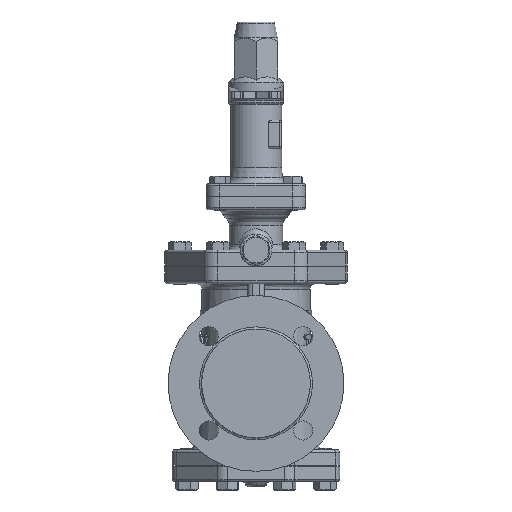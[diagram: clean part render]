
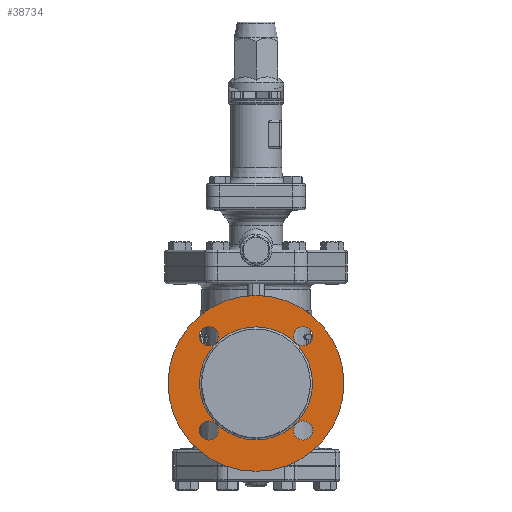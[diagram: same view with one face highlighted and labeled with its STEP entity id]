
A CAD part, left-side view. The second image highlights one B-rep face of the part: STEP entity #38734.
In plain terms, the highlighted planar face has unit normal (-1, 0, 0).
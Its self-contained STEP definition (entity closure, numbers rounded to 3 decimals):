
#38568=CARTESIAN_POINT('',(-112.,0.,159.5));
#38569=VERTEX_POINT('',#38568);
#38570=CARTESIAN_POINT('',(-112.,0.0,77.));
#38571=DIRECTION('',(1.0,0.0,0.0));
#38572=DIRECTION('',(0.0,0.0,-1.0));
#38573=AXIS2_PLACEMENT_3D('',#38570,#38571,#38572);
#38574=CIRCLE('',#38573,82.5);
#38575=EDGE_CURVE('',#38569,#38569,#38574,.T.);
#38647=CARTESIAN_POINT('',(-112.,0.,130.));
#38648=VERTEX_POINT('',#38647);
#38649=CARTESIAN_POINT('',(-112.,0.0,77.));
#38650=DIRECTION('',(-1.0,0.0,0.0));
#38651=DIRECTION('',(0.0,0.0,-1.0));
#38652=AXIS2_PLACEMENT_3D('',#38649,#38650,#38651);
#38653=CIRCLE('',#38652,53.);
#38654=EDGE_CURVE('',#38648,#38648,#38653,.T.);
#38679=CARTESIAN_POINT('',(-112.,0.0,77.));
#38680=DIRECTION('',(1.0,0.0,0.0));
#38681=DIRECTION('',(0.0,0.0,-1.0));
#38682=AXIS2_PLACEMENT_3D('',#38679,#38680,#38681);
#38683=PLANE('',#38682);
#38684=ORIENTED_EDGE('',*,*,#38575,.F.);
#38685=EDGE_LOOP('',(#38684));
#38686=FACE_OUTER_BOUND('',#38685,.T.);
#38687=ORIENTED_EDGE('',*,*,#38654,.F.);
#38688=EDGE_LOOP('',(#38687));
#38689=FACE_BOUND('',#38688,.T.);
#38690=CARTESIAN_POINT('',(-112.,-53.194,32.806));
#38691=VERTEX_POINT('',#38690);
#38692=CARTESIAN_POINT('',(-112.,-44.194,32.806));
#38693=DIRECTION('',(1.0,0.0,0.0));
#38694=DIRECTION('',(0.0,-1.0,0.0));
#38695=AXIS2_PLACEMENT_3D('',#38692,#38693,#38694);
#38696=CIRCLE('',#38695,9.0);
#38697=EDGE_CURVE('',#38691,#38691,#38696,.T.);
#38698=ORIENTED_EDGE('',*,*,#38697,.T.);
#38699=EDGE_LOOP('',(#38698));
#38700=FACE_BOUND('',#38699,.T.);
#38701=CARTESIAN_POINT('',(-112.,-44.194,130.194));
#38702=VERTEX_POINT('',#38701);
#38703=CARTESIAN_POINT('',(-112.,-44.194,121.194));
#38704=DIRECTION('',(1.0,0.0,0.0));
#38705=DIRECTION('',(0.0,0.0,1.0));
#38706=AXIS2_PLACEMENT_3D('',#38703,#38704,#38705);
#38707=CIRCLE('',#38706,9.0);
#38708=EDGE_CURVE('',#38702,#38702,#38707,.T.);
#38709=ORIENTED_EDGE('',*,*,#38708,.T.);
#38710=EDGE_LOOP('',(#38709));
#38711=FACE_BOUND('',#38710,.T.);
#38712=CARTESIAN_POINT('',(-112.,53.194,121.194));
#38713=VERTEX_POINT('',#38712);
#38714=CARTESIAN_POINT('',(-112.,44.194,121.194));
#38715=DIRECTION('',(1.0,0.0,0.0));
#38716=DIRECTION('',(0.0,1.0,0.0));
#38717=AXIS2_PLACEMENT_3D('',#38714,#38715,#38716);
#38718=CIRCLE('',#38717,9.0);
#38719=EDGE_CURVE('',#38713,#38713,#38718,.T.);
#38720=ORIENTED_EDGE('',*,*,#38719,.T.);
#38721=EDGE_LOOP('',(#38720));
#38722=FACE_BOUND('',#38721,.T.);
#38723=CARTESIAN_POINT('',(-112.,44.194,23.806));
#38724=VERTEX_POINT('',#38723);
#38725=CARTESIAN_POINT('',(-112.,44.194,32.806));
#38726=DIRECTION('',(1.0,0.0,0.0));
#38727=DIRECTION('',(0.0,0.0,-1.0));
#38728=AXIS2_PLACEMENT_3D('',#38725,#38726,#38727);
#38729=CIRCLE('',#38728,9.0);
#38730=EDGE_CURVE('',#38724,#38724,#38729,.T.);
#38731=ORIENTED_EDGE('',*,*,#38730,.T.);
#38732=EDGE_LOOP('',(#38731));
#38733=FACE_BOUND('',#38732,.T.);
#38734=ADVANCED_FACE('',(#38686,#38689,#38700,#38711,#38722,#38733),#38683,.F.);
